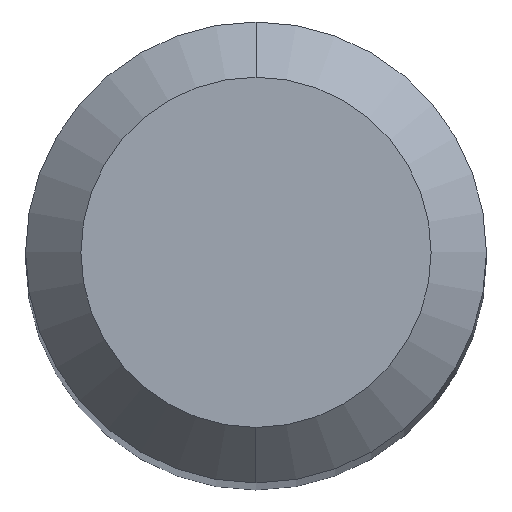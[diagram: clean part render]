
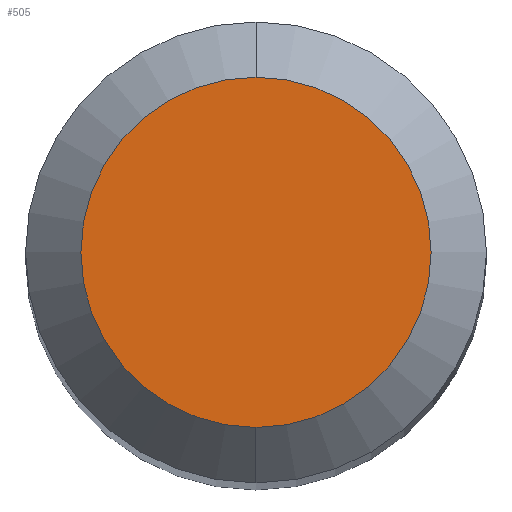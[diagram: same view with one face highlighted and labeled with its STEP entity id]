
A CAD part, top view. The second image highlights one B-rep face of the part: STEP entity #505.
In plain terms, the highlighted planar face has unit normal (0, 0, 1).
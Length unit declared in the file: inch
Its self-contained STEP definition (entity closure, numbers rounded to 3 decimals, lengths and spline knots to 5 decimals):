
#17 = PLANE ( 'NONE',  #52 ) ;
#52 = AXIS2_PLACEMENT_3D ( 'NONE', #404, #445, #330 ) ;
#95 = EDGE_LOOP ( 'NONE', ( #437, #217 ) ) ;
#117 = EDGE_CURVE ( 'NONE', #331, #193, #178, .T. ) ;
#162 = CARTESIAN_POINT ( 'NONE',  ( 0., -0.0475, 0. ) ) ;
#178 = CIRCLE ( 'NONE', #486, 0.0475 ) ;
#193 = VERTEX_POINT ( 'NONE', #162 ) ;
#215 = DIRECTION ( 'NONE',  ( 0., 0., 1. ) ) ;
#217 = ORIENTED_EDGE ( 'NONE', *, *, #311, .T. ) ;
#225 = AXIS2_PLACEMENT_3D ( 'NONE', #304, #215, #502 ) ;
#296 = FACE_OUTER_BOUND ( 'NONE', #95, .T. ) ;
#300 = CIRCLE ( 'NONE', #225, 0.0475 ) ;
#304 = CARTESIAN_POINT ( 'NONE',  ( 0., 0., 0. ) ) ;
#311 = EDGE_CURVE ( 'NONE', #193, #331, #300, .T. ) ;
#330 = DIRECTION ( 'NONE',  ( 0., 1., 0. ) ) ;
#331 = VERTEX_POINT ( 'NONE', #381 ) ;
#381 = CARTESIAN_POINT ( 'NONE',  ( 0., 0.0475, 0. ) ) ;
#404 = CARTESIAN_POINT ( 'NONE',  ( 0., 0.0475, 0. ) ) ;
#436 = DIRECTION ( 'NONE',  ( 0., -1., 0. ) ) ;
#437 = ORIENTED_EDGE ( 'NONE', *, *, #117, .T. ) ;
#445 = DIRECTION ( 'NONE',  ( 0., 0., -1. ) ) ;
#482 = CARTESIAN_POINT ( 'NONE',  ( 0., 0., 0. ) ) ;
#485 = DIRECTION ( 'NONE',  ( 0., 0., 1. ) ) ;
#486 = AXIS2_PLACEMENT_3D ( 'NONE', #482, #485, #436 ) ;
#502 = DIRECTION ( 'NONE',  ( 0., -1., 0. ) ) ;
#505 = ADVANCED_FACE ( 'NONE', ( #296 ), #17, .F. ) ;
